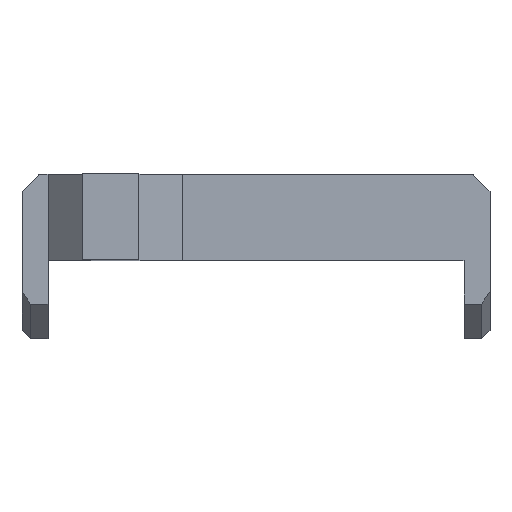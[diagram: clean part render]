
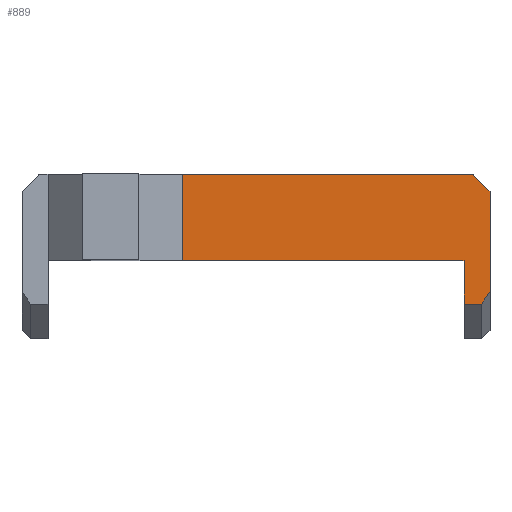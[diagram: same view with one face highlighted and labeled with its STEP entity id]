
A CAD part, top view. The second image highlights one B-rep face of the part: STEP entity #889.
In plain terms, the highlighted planar face has unit normal (0, 0, 1).
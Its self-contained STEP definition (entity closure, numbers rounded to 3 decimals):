
#51=FACE_OUTER_BOUND('',#99,.T.);
#99=EDGE_LOOP('',(#675,#676,#677,#678,#679,#680,#681,#682));
#129=LINE('',#1218,#250);
#130=LINE('',#1221,#251);
#187=LINE('',#1345,#308);
#201=LINE('',#1372,#322);
#202=LINE('',#1374,#323);
#203=LINE('',#1376,#324);
#204=LINE('',#1377,#325);
#205=LINE('',#1378,#326);
#250=VECTOR('',#989,10.);
#251=VECTOR('',#992,10.);
#308=VECTOR('',#1089,10.);
#322=VECTOR('',#1113,10.);
#323=VECTOR('',#1114,10.);
#324=VECTOR('',#1115,10.);
#325=VECTOR('',#1116,10.);
#326=VECTOR('',#1117,10.);
#367=VERTEX_POINT('',#1209);
#371=VERTEX_POINT('',#1216);
#372=VERTEX_POINT('',#1220);
#416=VERTEX_POINT('',#1338);
#419=VERTEX_POINT('',#1343);
#427=VERTEX_POINT('',#1371);
#428=VERTEX_POINT('',#1373);
#429=VERTEX_POINT('',#1375);
#452=EDGE_CURVE('',#371,#367,#129,.T.);
#453=EDGE_CURVE('',#372,#367,#130,.T.);
#514=EDGE_CURVE('',#419,#416,#187,.T.);
#528=EDGE_CURVE('',#419,#427,#201,.T.);
#529=EDGE_CURVE('',#427,#428,#202,.T.);
#530=EDGE_CURVE('',#429,#428,#203,.T.);
#531=EDGE_CURVE('',#372,#429,#204,.T.);
#532=EDGE_CURVE('',#371,#416,#205,.T.);
#675=ORIENTED_EDGE('',*,*,#514,.F.);
#676=ORIENTED_EDGE('',*,*,#528,.T.);
#677=ORIENTED_EDGE('',*,*,#529,.T.);
#678=ORIENTED_EDGE('',*,*,#530,.F.);
#679=ORIENTED_EDGE('',*,*,#531,.F.);
#680=ORIENTED_EDGE('',*,*,#453,.T.);
#681=ORIENTED_EDGE('',*,*,#452,.F.);
#682=ORIENTED_EDGE('',*,*,#532,.T.);
#843=PLANE('',#954);
#889=ADVANCED_FACE('',(#51),#843,.T.);
#954=AXIS2_PLACEMENT_3D('',#1370,#1111,#1112);
#989=DIRECTION('',(0.707,-0.707,0.));
#992=DIRECTION('',(0.,1.,0.));
#1089=DIRECTION('',(0.,1.,0.));
#1111=DIRECTION('center_axis',(0.,0.,1.));
#1112=DIRECTION('ref_axis',(1.,0.,0.));
#1113=DIRECTION('',(1.,0.,0.));
#1114=DIRECTION('',(0.,-1.,0.));
#1115=DIRECTION('',(-1.,0.,0.));
#1116=DIRECTION('',(-0.577,-0.816,0.));
#1117=DIRECTION('',(-1.,0.,0.));
#1209=CARTESIAN_POINT('',(27.,-12.476,20.839));
#1216=CARTESIAN_POINT('',(25.,-10.476,20.839));
#1218=CARTESIAN_POINT('',(21.625,-7.101,20.839));
#1220=CARTESIAN_POINT('',(27.,-24.062,20.839));
#1221=CARTESIAN_POINT('',(27.,-10.476,20.839));
#1338=CARTESIAN_POINT('',(-8.5,-10.476,20.839));
#1343=CARTESIAN_POINT('',(-8.5,-20.476,20.839));
#1345=CARTESIAN_POINT('',(-8.5,-20.226,20.839));
#1370=CARTESIAN_POINT('Origin',(0.,-19.976,
20.839));
#1371=CARTESIAN_POINT('',(24.,-20.476,20.839));
#1372=CARTESIAN_POINT('',(-16.2,-20.476,20.839));
#1373=CARTESIAN_POINT('',(24.,-25.476,20.839));
#1374=CARTESIAN_POINT('',(24.,-23.476,20.839));
#1375=CARTESIAN_POINT('',(26.,-25.476,20.839));
#1376=CARTESIAN_POINT('',(12.,-25.476,20.839));
#1377=CARTESIAN_POINT('',(22.364,-30.618,20.839));
#1378=CARTESIAN_POINT('',(16.2,-10.476,20.839));
